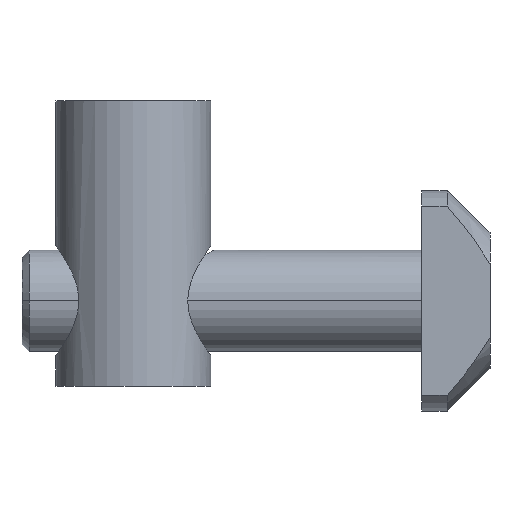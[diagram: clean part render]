
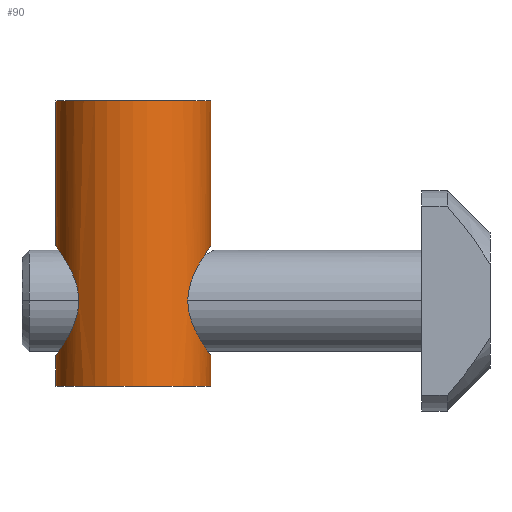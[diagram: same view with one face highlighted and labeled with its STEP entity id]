
A CAD part, front view. The second image highlights one B-rep face of the part: STEP entity #90.
In plain terms, the highlighted cylindrical face has radius 5.425 mm (diameter 10.85 mm), a partial arc.
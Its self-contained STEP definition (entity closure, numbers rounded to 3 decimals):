
#90=ADVANCED_FACE('',(#203),#204,.T.);
#203=FACE_OUTER_BOUND('',#340,.T.);
#204=CYLINDRICAL_SURFACE('',#341,5.425);
#340=EDGE_LOOP('',(#529,#530,#531,#532,#533,#534,#535,#536));
#341=AXIS2_PLACEMENT_3D('',#537,#538,#539);
#529=ORIENTED_EDGE('',*,*,#792,.F.);
#530=ORIENTED_EDGE('',*,*,#819,.T.);
#531=ORIENTED_EDGE('',*,*,#798,.T.);
#532=ORIENTED_EDGE('',*,*,#802,.T.);
#533=ORIENTED_EDGE('',*,*,#796,.T.);
#534=ORIENTED_EDGE('',*,*,#816,.T.);
#535=ORIENTED_EDGE('',*,*,#794,.F.);
#536=ORIENTED_EDGE('',*,*,#800,.T.);
#537=CARTESIAN_POINT('',(-18.0,0.0,14.0));
#538=DIRECTION('',(0.,0.0,-1.0));
#539=DIRECTION('',(-1.0,0.0,0.));
#792=EDGE_CURVE('',#934,#936,#937,.T.);
#794=EDGE_CURVE('',#938,#940,#941,.T.);
#796=EDGE_CURVE('',#944,#942,#945,.T.);
#798=EDGE_CURVE('',#933,#946,#948,.T.);
#800=EDGE_CURVE('',#938,#936,#950,.F.);
#802=EDGE_CURVE('',#946,#944,#952,.F.);
#816=EDGE_CURVE('',#942,#940,#969,.F.);
#819=EDGE_CURVE('',#934,#933,#972,.T.);
#933=VERTEX_POINT('',#1173);
#934=VERTEX_POINT('',#1174);
#936=VERTEX_POINT('',#1176);
#937=LINE('',#1177,#1178);
#938=VERTEX_POINT('',#1179);
#940=VERTEX_POINT('',#1223);
#941=LINE('',#1224,#1225);
#942=VERTEX_POINT('',#1226);
#944=VERTEX_POINT('',#1228);
#945=LINE('',#1229,#1230);
#946=VERTEX_POINT('',#1231);
#948=LINE('',#1275,#1276);
#950=B_SPLINE_CURVE_WITH_KNOTS('',3,(#1278,#1279,#1280,#1281,#1282,#1283,#1284,#1285,#1286,#1287,#1288,#1289,#1290,#1291,#1292,#1293,#1294,#1295,#1296,#1297,#1298,#1299,#1300,#1301,#1302,#1303,#1304,#1305,#1306,#1307,#1308,#1309,#1310,#1311,#1312,#1313,#1314,#1315,#1316,#1317,#1318,#1319),.UNSPECIFIED.,.F.,.F.,(4,2,2,2,2,2,2,2,2,2,2,2,2,2,2,2,2,2,2,2,4),(4.578,5.333,6.088,6.843,7.598,8.353,9.109,9.876,10.642,11.409,12.176,12.943,13.71,14.477,15.244,15.999,16.754,17.509,18.264,19.019,19.775),.UNSPECIFIED.);
#952=B_SPLINE_CURVE_WITH_KNOTS('',3,(#1322,#1323,#1324,#1325,#1326,#1327,#1328,#1329,#1330,#1331,#1332,#1333,#1334,#1335,#1336,#1337,#1338,#1339,#1340,#1341,#1342,#1343,#1344,#1345,#1346,#1347,#1348,#1349,#1350,#1351,#1352,#1353,#1354,#1355,#1356,#1357,#1358,#1359,#1360,#1361,#1362,#1363),.UNSPECIFIED.,.F.,.F.,(4,2,2,2,2,2,2,2,2,2,2,2,2,2,2,2,2,2,2,2,4),(4.578,5.333,6.088,6.843,7.598,8.353,9.109,9.876,10.642,11.409,12.176,12.943,13.71,14.477,15.244,15.999,16.754,17.509,18.264,19.019,19.775),.UNSPECIFIED.);
#969=CIRCLE('',#1429,5.425);
#972=CIRCLE('',#1432,5.425);
#1173=CARTESIAN_POINT('',(-23.425,0.0,14.0));
#1174=CARTESIAN_POINT('',(-12.575,0.,14.0));
#1176=CARTESIAN_POINT('',(-12.575,0.,3.85));
#1177=CARTESIAN_POINT('',(-12.575,0.,14.0));
#1178=VECTOR('',#1748,1000.0);
#1179=CARTESIAN_POINT('',(-12.575,0.,-3.85));
#1223=CARTESIAN_POINT('',(-12.575,0.,-6.0));
#1224=CARTESIAN_POINT('',(-12.575,0.,14.0));
#1225=VECTOR('',#1749,1000.0);
#1226=CARTESIAN_POINT('',(-23.425,0.0,-6.0));
#1228=CARTESIAN_POINT('',(-23.425,0.,-3.85));
#1229=CARTESIAN_POINT('',(-23.425,0.0,14.0));
#1230=VECTOR('',#1753,1000.0);
#1231=CARTESIAN_POINT('',(-23.425,0.0,3.85));
#1275=CARTESIAN_POINT('',(-23.425,0.0,14.0));
#1276=VECTOR('',#1754,1000.0);
#1278=CARTESIAN_POINT('',(-12.787,1.5,3.546));
#1279=CARTESIAN_POINT('',(-12.719,1.264,3.646));
#1280=CARTESIAN_POINT('',(-12.665,1.015,3.723));
#1281=CARTESIAN_POINT('',(-12.593,0.509,3.825));
#1282=CARTESIAN_POINT('',(-12.575,0.252,3.85));
#1283=CARTESIAN_POINT('',(-12.575,-0.252,3.85));
#1284=CARTESIAN_POINT('',(-12.593,-0.509,3.825));
#1285=CARTESIAN_POINT('',(-12.665,-1.015,3.723));
#1286=CARTESIAN_POINT('',(-12.719,-1.264,3.646));
#1287=CARTESIAN_POINT('',(-12.855,-1.736,3.446));
#1288=CARTESIAN_POINT('',(-12.937,-1.96,3.323));
#1289=CARTESIAN_POINT('',(-13.115,-2.371,3.044));
#1290=CARTESIAN_POINT('',(-13.212,-2.558,2.887));
#1291=CARTESIAN_POINT('',(-13.405,-2.89,2.555));
#1292=CARTESIAN_POINT('',(-13.508,-3.047,2.367));
#1293=CARTESIAN_POINT('',(-13.71,-3.325,1.956));
#1294=CARTESIAN_POINT('',(-13.809,-3.447,1.734));
#1295=CARTESIAN_POINT('',(-13.98,-3.645,1.265));
#1296=CARTESIAN_POINT('',(-14.052,-3.722,1.019));
#1297=CARTESIAN_POINT('',(-14.151,-3.824,0.514));
#1298=CARTESIAN_POINT('',(-14.178,-3.85,0.256));
#1299=CARTESIAN_POINT('',(-14.178,-3.85,-0.256));
#1300=CARTESIAN_POINT('',(-14.151,-3.824,-0.514));
#1301=CARTESIAN_POINT('',(-14.052,-3.722,-1.019));
#1302=CARTESIAN_POINT('',(-13.98,-3.645,-1.265));
#1303=CARTESIAN_POINT('',(-13.809,-3.447,-1.734));
#1304=CARTESIAN_POINT('',(-13.71,-3.325,-1.956));
#1305=CARTESIAN_POINT('',(-13.508,-3.047,-2.367));
#1306=CARTESIAN_POINT('',(-13.405,-2.89,-2.555));
#1307=CARTESIAN_POINT('',(-13.212,-2.558,-2.887));
#1308=CARTESIAN_POINT('',(-13.115,-2.371,-3.044));
#1309=CARTESIAN_POINT('',(-12.937,-1.96,-3.323));
#1310=CARTESIAN_POINT('',(-12.855,-1.736,-3.446));
#1311=CARTESIAN_POINT('',(-12.719,-1.264,-3.646));
#1312=CARTESIAN_POINT('',(-12.665,-1.015,-3.723));
#1313=CARTESIAN_POINT('',(-12.593,-0.509,-3.825));
#1314=CARTESIAN_POINT('',(-12.575,-0.252,-3.85));
#1315=CARTESIAN_POINT('',(-12.575,0.252,-3.85));
#1316=CARTESIAN_POINT('',(-12.593,0.509,-3.825));
#1317=CARTESIAN_POINT('',(-12.665,1.015,-3.723));
#1318=CARTESIAN_POINT('',(-12.719,1.264,-3.646));
#1319=CARTESIAN_POINT('',(-12.787,1.5,-3.546));
#1322=CARTESIAN_POINT('',(-23.213,1.5,-3.546));
#1323=CARTESIAN_POINT('',(-23.281,1.264,-3.646));
#1324=CARTESIAN_POINT('',(-23.335,1.015,-3.723));
#1325=CARTESIAN_POINT('',(-23.407,0.509,-3.825));
#1326=CARTESIAN_POINT('',(-23.425,0.252,-3.85));
#1327=CARTESIAN_POINT('',(-23.425,-0.252,-3.85));
#1328=CARTESIAN_POINT('',(-23.407,-0.509,-3.825));
#1329=CARTESIAN_POINT('',(-23.335,-1.015,-3.723));
#1330=CARTESIAN_POINT('',(-23.281,-1.264,-3.646));
#1331=CARTESIAN_POINT('',(-23.145,-1.736,-3.446));
#1332=CARTESIAN_POINT('',(-23.063,-1.96,-3.323));
#1333=CARTESIAN_POINT('',(-22.885,-2.371,-3.044));
#1334=CARTESIAN_POINT('',(-22.788,-2.558,-2.887));
#1335=CARTESIAN_POINT('',(-22.595,-2.89,-2.555));
#1336=CARTESIAN_POINT('',(-22.492,-3.047,-2.367));
#1337=CARTESIAN_POINT('',(-22.29,-3.325,-1.956));
#1338=CARTESIAN_POINT('',(-22.191,-3.447,-1.734));
#1339=CARTESIAN_POINT('',(-22.02,-3.645,-1.265));
#1340=CARTESIAN_POINT('',(-21.948,-3.722,-1.019));
#1341=CARTESIAN_POINT('',(-21.849,-3.824,-0.514));
#1342=CARTESIAN_POINT('',(-21.822,-3.85,-0.256));
#1343=CARTESIAN_POINT('',(-21.822,-3.85,0.256));
#1344=CARTESIAN_POINT('',(-21.849,-3.824,0.514));
#1345=CARTESIAN_POINT('',(-21.948,-3.722,1.019));
#1346=CARTESIAN_POINT('',(-22.02,-3.645,1.265));
#1347=CARTESIAN_POINT('',(-22.191,-3.447,1.734));
#1348=CARTESIAN_POINT('',(-22.29,-3.325,1.956));
#1349=CARTESIAN_POINT('',(-22.492,-3.047,2.367));
#1350=CARTESIAN_POINT('',(-22.595,-2.89,2.555));
#1351=CARTESIAN_POINT('',(-22.788,-2.558,2.887));
#1352=CARTESIAN_POINT('',(-22.885,-2.371,3.044));
#1353=CARTESIAN_POINT('',(-23.063,-1.96,3.323));
#1354=CARTESIAN_POINT('',(-23.145,-1.736,3.446));
#1355=CARTESIAN_POINT('',(-23.281,-1.264,3.646));
#1356=CARTESIAN_POINT('',(-23.335,-1.015,3.723));
#1357=CARTESIAN_POINT('',(-23.407,-0.509,3.825));
#1358=CARTESIAN_POINT('',(-23.425,-0.252,3.85));
#1359=CARTESIAN_POINT('',(-23.425,0.252,3.85));
#1360=CARTESIAN_POINT('',(-23.407,0.509,3.825));
#1361=CARTESIAN_POINT('',(-23.335,1.015,3.723));
#1362=CARTESIAN_POINT('',(-23.281,1.264,3.646));
#1363=CARTESIAN_POINT('',(-23.213,1.5,3.546));
#1429=AXIS2_PLACEMENT_3D('',#1772,#1773,#1774);
#1432=AXIS2_PLACEMENT_3D('',#1775,#1776,#1777);
#1748=DIRECTION('',(0.,0.0,-1.0));
#1749=DIRECTION('',(0.,0.0,-1.0));
#1753=DIRECTION('',(0.,0.0,-1.0));
#1754=DIRECTION('',(0.,0.0,-1.0));
#1772=CARTESIAN_POINT('',(-18.0,0.0,-6.0));
#1773=DIRECTION('',(0.,0.0,-1.0));
#1774=DIRECTION('',(-1.0,0.0,0.));
#1775=CARTESIAN_POINT('',(-18.0,0.0,14.0));
#1776=DIRECTION('',(0.,0.0,-1.0));
#1777=DIRECTION('',(-1.0,0.0,0.));
